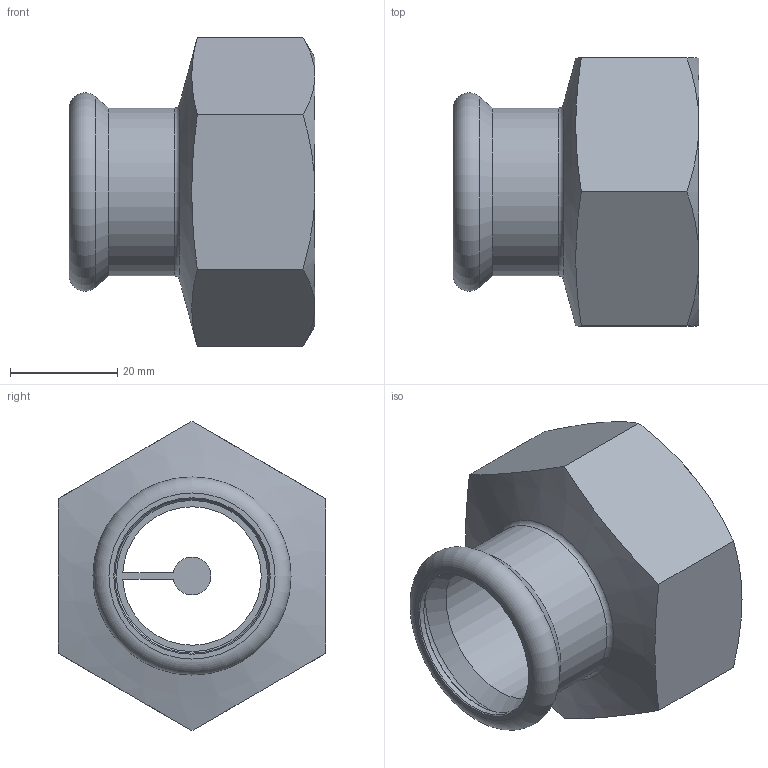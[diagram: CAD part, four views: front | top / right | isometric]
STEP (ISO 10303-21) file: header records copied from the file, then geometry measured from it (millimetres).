
FILE_DESCRIPTION(/* description */ (''),/* implementation_level */ '2;1');
FILE_NAME(/* name */ '31825.stp',/* time_stamp */ '2014-04-03T18:51:04+02:00',/* author */ ('bruh'),/* organization */ (''),/* preprocessor_version */ 'ST-DEVELOPER v15.2',/* originating_system */ 'Autodesk Inventor 2014',/* authorisation */ '');
FILE_SCHEMA (('CONFIG_CONTROL_DESIGN','AUTOMOTIVE_DESIGN { 1 0 10303 214 3 1 1 }'));
Length unit declared in the file: millimetre
Products named in the file (2): 100957; 31825
Bounding box: 45.9 x 50 x 57.73 mm (x, y, z)
Volume: 26743.1 mm3; surface area: 14862.8 mm2
Topology: 1 solids, 1 shells, 38 faces, 80 edges, 48 vertices
Faces by surface type: plane 14, cone 13, cylinder 8, torus 3
Full cylindrical faces by diameter (mm): 26 x1, 28.2 x1, 28.8 x1, 31.3 x1, 38.952 x1, 41.91 x1
Entity records: 946 total; most frequent: CARTESIAN_POINT 185, DIRECTION 156, ORIENTED_EDGE 124, AXIS2_PLACEMENT_3D 71, EDGE_CURVE 62, EDGE_LOOP 60, VERTEX_POINT 46, ADVANCED_FACE 38
